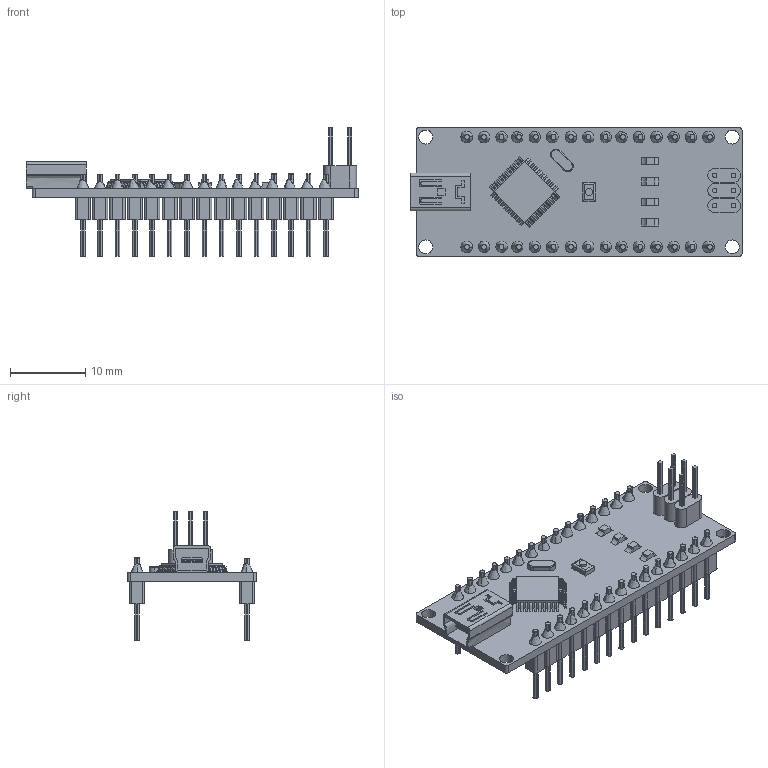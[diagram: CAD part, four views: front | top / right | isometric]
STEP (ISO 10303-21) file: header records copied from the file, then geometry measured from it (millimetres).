
FILE_DESCRIPTION (( 'STEP AP203' ), '1' );
FILE_NAME ('Arduino Nano-STEP.STEP', '2022-11-19T02:35:58', ( '' ), ( '' ), 'SwSTEP 2.0', 'SolidWorks 2018', '' );
FILE_SCHEMA (( 'CONFIG_CONTROL_DESIGN' ));
Length unit declared in the file: millimetre
Products named in the file (1): Arduino Nano-STEP
Bounding box: 43.98 x 17.1 x 17 mm (x, y, z)
Volume: 1509.9 mm3; surface area: 3204.7 mm2
Topology: 1 solids, 1 shells, 1326 faces, 3613 edges, 2400 vertices
Faces by surface type: plane 729, cylinder 434, bspline 160, torus 3
Entity records: 44785 total; most frequent: CARTESIAN_POINT 11716, ORIENTED_EDGE 7226, DIRECTION 6256, EDGE_CURVE 3613, VERTEX_POINT 2400, LINE 2204, VECTOR 2204, AXIS2_PLACEMENT_3D 2026
